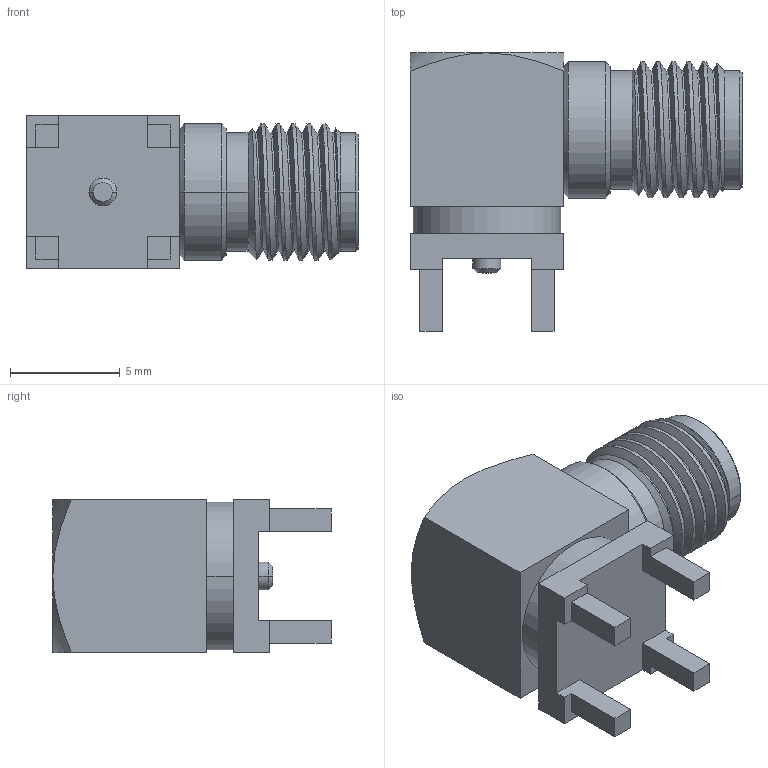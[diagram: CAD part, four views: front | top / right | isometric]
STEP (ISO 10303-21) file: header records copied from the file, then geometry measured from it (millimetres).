
FILE_DESCRIPTION((''),'2;1');
FILE_NAME('901-10496_SW0001','2020-05-06T',('Clement'),(''),'CREO PARAMETRIC BY PTC INC, 2018360','CREO PARAMETRIC BY PTC INC, 2018360','');
FILE_SCHEMA(('CONFIG_CONTROL_DESIGN'));
Length unit declared in the file: millimetre
Products named in the file (1): 901-10496_SW0001
Bounding box: 15.1 x 12.65 x 7 mm (x, y, z)
Volume: 634.5 mm3; surface area: 670 mm2
Topology: 1 solids, 1 shells, 105 faces, 264 edges, 167 vertices
Faces by surface type: plane 49, cylinder 26, cone 24, bspline 6
Entity records: 5980 total; most frequent: CARTESIAN_POINT 3484, ORIENTED_EDGE 524, DIRECTION 482, EDGE_CURVE 262, VERTEX_POINT 167, AXIS2_PLACEMENT_3D 165, VECTOR 152, LINE 152
